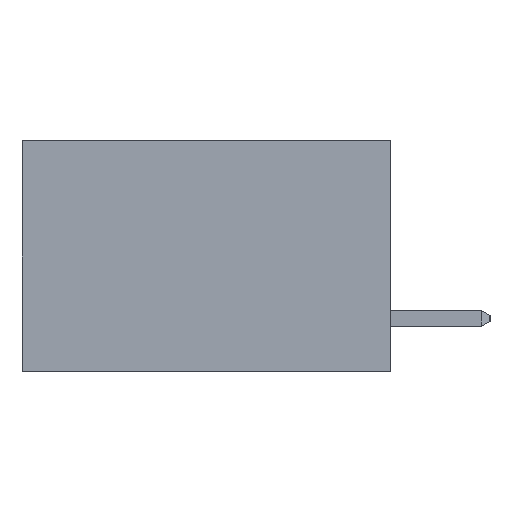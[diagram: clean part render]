
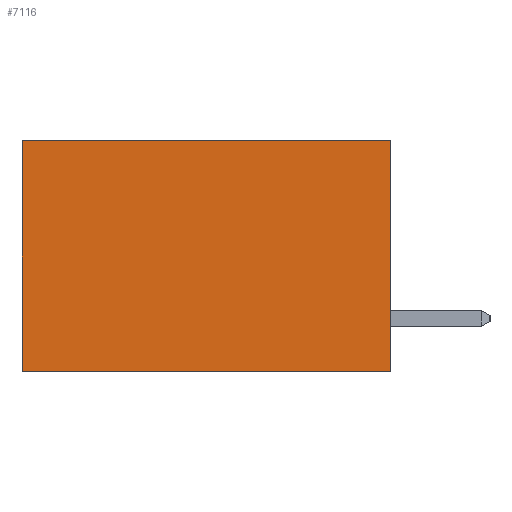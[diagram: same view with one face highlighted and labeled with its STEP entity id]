
A CAD part, left-side view. The second image highlights one B-rep face of the part: STEP entity #7116.
In plain terms, the highlighted planar face has unit normal (-1, 0, 0).
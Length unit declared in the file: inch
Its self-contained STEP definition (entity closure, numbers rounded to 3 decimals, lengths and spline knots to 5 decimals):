
#464 = AXIS2_PLACEMENT_3D ( 'NONE', #7333, #6891, #6855 ) ;
#468 = DIRECTION ( 'NONE',  ( 0., 0., -1. ) ) ;
#769 = CARTESIAN_POINT ( 'NONE',  ( 0.277, 0., 0. ) ) ;
#1628 = LINE ( 'NONE', #2394, #14450 ) ;
#2394 = CARTESIAN_POINT ( 'NONE',  ( 0.277, 0., -0.37 ) ) ;
#2576 = EDGE_CURVE ( 'NONE', #14148, #9679, #1628, .T. ) ;
#2740 = ORIENTED_EDGE ( 'NONE', *, *, #13320, .T. ) ;
#3898 = EDGE_LOOP ( 'NONE', ( #2740, #9211, #12357, #14446 ) ) ;
#4512 = EDGE_CURVE ( 'NONE', #14148, #8418, #13848, .T. ) ;
#4656 = EDGE_CURVE ( 'NONE', #9679, #4926, #8416, .T. ) ;
#4926 = VERTEX_POINT ( 'NONE', #11068 ) ;
#6533 = CARTESIAN_POINT ( 'NONE',  ( 0.277, 0.59, -0.37 ) ) ;
#6855 = DIRECTION ( 'NONE',  ( 0., 0., -1. ) ) ;
#6891 = DIRECTION ( 'NONE',  ( 1., 0., 0. ) ) ;
#7116 = ADVANCED_FACE ( 'NONE', ( #11144 ), #7300, .F. ) ;
#7300 = PLANE ( 'NONE',  #464 ) ;
#7333 = CARTESIAN_POINT ( 'NONE',  ( 0.277, 0., -0.37 ) ) ;
#7446 = VECTOR ( 'NONE', #7781, 39.37008 ) ;
#7543 = CARTESIAN_POINT ( 'NONE',  ( 0.277, 0., 0. ) ) ;
#7781 = DIRECTION ( 'NONE',  ( 0., 1., 0. ) ) ;
#8416 = LINE ( 'NONE', #14914, #11576 ) ;
#8418 = VERTEX_POINT ( 'NONE', #15487 ) ;
#9211 = ORIENTED_EDGE ( 'NONE', *, *, #4656, .F. ) ;
#9679 = VERTEX_POINT ( 'NONE', #10891 ) ;
#10891 = CARTESIAN_POINT ( 'NONE',  ( 0.277, 0., -0.37 ) ) ;
#11068 = CARTESIAN_POINT ( 'NONE',  ( 0.277, 0.59, -0.37 ) ) ;
#11144 = FACE_OUTER_BOUND ( 'NONE', #3898, .T. ) ;
#11576 = VECTOR ( 'NONE', #14862, 39.37008 ) ;
#11668 = VECTOR ( 'NONE', #468, 39.37008 ) ;
#12357 = ORIENTED_EDGE ( 'NONE', *, *, #2576, .F. ) ;
#13320 = EDGE_CURVE ( 'NONE', #8418, #4926, #14818, .T. ) ;
#13848 = LINE ( 'NONE', #7543, #7446 ) ;
#14148 = VERTEX_POINT ( 'NONE', #769 ) ;
#14446 = ORIENTED_EDGE ( 'NONE', *, *, #4512, .T. ) ;
#14450 = VECTOR ( 'NONE', #15578, 39.37008 ) ;
#14818 = LINE ( 'NONE', #6533, #11668 ) ;
#14862 = DIRECTION ( 'NONE',  ( 0., 1., 0. ) ) ;
#14914 = CARTESIAN_POINT ( 'NONE',  ( 0.277, 0., -0.37 ) ) ;
#15487 = CARTESIAN_POINT ( 'NONE',  ( 0.277, 0.59, 0. ) ) ;
#15578 = DIRECTION ( 'NONE',  ( 0., 0., -1. ) ) ;
